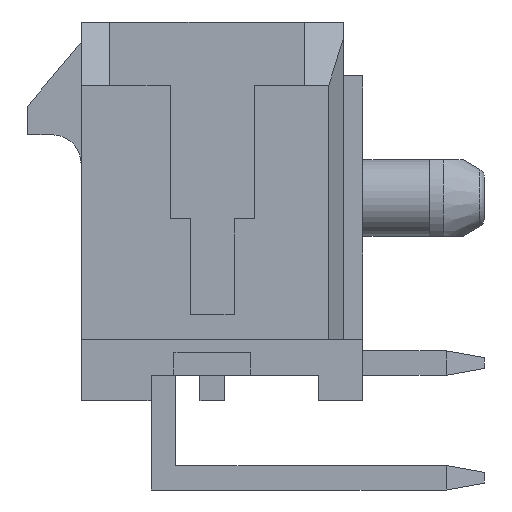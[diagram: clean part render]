
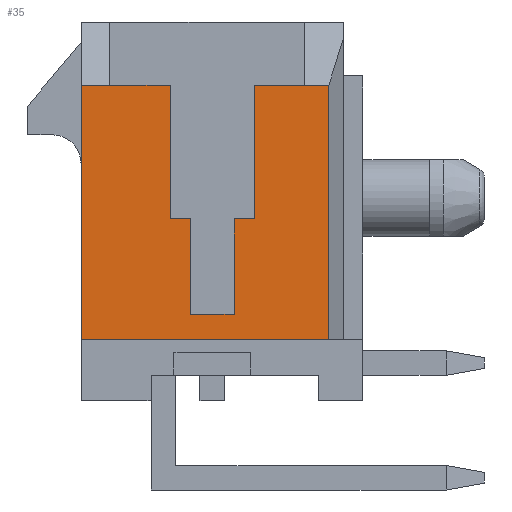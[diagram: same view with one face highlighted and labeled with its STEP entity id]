
A CAD part, left-side view. The second image highlights one B-rep face of the part: STEP entity #35.
In plain terms, the highlighted planar face has unit normal (-1, 0, 0).
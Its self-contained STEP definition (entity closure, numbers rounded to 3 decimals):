
#35 = ADVANCED_FACE('',(#36),#150,.F.);
#36 = FACE_BOUND('',#37,.F.);
#37 = EDGE_LOOP('',(#38,#48,#56,#64,#72,#80,#88,#96,#104,#112,#120,#128,
    #136,#144));
#38 = ORIENTED_EDGE('',*,*,#39,.F.);
#39 = EDGE_CURVE('',#40,#42,#44,.T.);
#40 = VERTEX_POINT('',#41);
#41 = CARTESIAN_POINT('',(-18.325,-1.1,3.305));
#42 = VERTEX_POINT('',#43);
#43 = CARTESIAN_POINT('',(-18.325,-1.1,-0.195));
#44 = LINE('',#45,#46);
#45 = CARTESIAN_POINT('',(-18.325,-1.1,3.305));
#46 = VECTOR('',#47,1.);
#47 = DIRECTION('',(0.,0.,-1.));
#48 = ORIENTED_EDGE('',*,*,#49,.F.);
#49 = EDGE_CURVE('',#50,#40,#52,.T.);
#50 = VERTEX_POINT('',#51);
#51 = CARTESIAN_POINT('',(-18.325,-2.41,3.305));
#52 = LINE('',#53,#54);
#53 = CARTESIAN_POINT('',(-18.325,-2.41,3.305));
#54 = VECTOR('',#55,1.);
#55 = DIRECTION('',(0.,1.,0.));
#56 = ORIENTED_EDGE('',*,*,#57,.T.);
#57 = EDGE_CURVE('',#50,#58,#60,.T.);
#58 = VERTEX_POINT('',#59);
#59 = CARTESIAN_POINT('',(-18.325,-3.05,3.305));
#60 = LINE('',#61,#62);
#61 = CARTESIAN_POINT('',(-18.325,-2.41,3.305));
#62 = VECTOR('',#63,1.);
#63 = DIRECTION('',(0.,-1.,0.));
#64 = ORIENTED_EDGE('',*,*,#65,.T.);
#65 = EDGE_CURVE('',#58,#66,#68,.T.);
#66 = VERTEX_POINT('',#67);
#67 = CARTESIAN_POINT('',(-18.325,-3.05,-3.355));
#68 = LINE('',#69,#70);
#69 = CARTESIAN_POINT('',(-18.325,-3.05,3.305));
#70 = VECTOR('',#71,1.);
#71 = DIRECTION('',(0.,0.,-1.));
#72 = ORIENTED_EDGE('',*,*,#73,.T.);
#73 = EDGE_CURVE('',#66,#74,#76,.T.);
#74 = VERTEX_POINT('',#75);
#75 = CARTESIAN_POINT('',(-18.325,3.43,-3.355));
#76 = LINE('',#77,#78);
#77 = CARTESIAN_POINT('',(-18.325,-3.05,-3.355));
#78 = VECTOR('',#79,1.);
#79 = DIRECTION('',(0.,1.,0.));
#80 = ORIENTED_EDGE('',*,*,#81,.T.);
#81 = EDGE_CURVE('',#74,#82,#84,.T.);
#82 = VERTEX_POINT('',#83);
#83 = CARTESIAN_POINT('',(-18.325,3.43,3.305));
#84 = LINE('',#85,#86);
#85 = CARTESIAN_POINT('',(-18.325,3.43,-3.355));
#86 = VECTOR('',#87,1.);
#87 = DIRECTION('',(0.,0.,1.));
#88 = ORIENTED_EDGE('',*,*,#89,.T.);
#89 = EDGE_CURVE('',#82,#90,#92,.T.);
#90 = VERTEX_POINT('',#91);
#91 = CARTESIAN_POINT('',(-18.325,2.68,3.305));
#92 = LINE('',#93,#94);
#93 = CARTESIAN_POINT('',(-18.325,3.43,3.305));
#94 = VECTOR('',#95,1.);
#95 = DIRECTION('',(0.,-1.,0.));
#96 = ORIENTED_EDGE('',*,*,#97,.F.);
#97 = EDGE_CURVE('',#98,#90,#100,.T.);
#98 = VERTEX_POINT('',#99);
#99 = CARTESIAN_POINT('',(-18.325,1.1,3.305));
#100 = LINE('',#101,#102);
#101 = CARTESIAN_POINT('',(-18.325,1.1,3.305));
#102 = VECTOR('',#103,1.);
#103 = DIRECTION('',(0.,1.,0.));
#104 = ORIENTED_EDGE('',*,*,#105,.T.);
#105 = EDGE_CURVE('',#98,#106,#108,.T.);
#106 = VERTEX_POINT('',#107);
#107 = CARTESIAN_POINT('',(-18.325,1.1,-0.195));
#108 = LINE('',#109,#110);
#109 = CARTESIAN_POINT('',(-18.325,1.1,3.305));
#110 = VECTOR('',#111,1.);
#111 = DIRECTION('',(0.,0.,-1.));
#112 = ORIENTED_EDGE('',*,*,#113,.F.);
#113 = EDGE_CURVE('',#114,#106,#116,.T.);
#114 = VERTEX_POINT('',#115);
#115 = CARTESIAN_POINT('',(-18.325,0.575,-0.195));
#116 = LINE('',#117,#118);
#117 = CARTESIAN_POINT('',(-18.325,0.575,-0.195));
#118 = VECTOR('',#119,1.);
#119 = DIRECTION('',(0.,1.,0.));
#120 = ORIENTED_EDGE('',*,*,#121,.F.);
#121 = EDGE_CURVE('',#122,#114,#124,.T.);
#122 = VERTEX_POINT('',#123);
#123 = CARTESIAN_POINT('',(-18.325,0.575,-2.695));
#124 = LINE('',#125,#126);
#125 = CARTESIAN_POINT('',(-18.325,0.575,-2.695));
#126 = VECTOR('',#127,1.);
#127 = DIRECTION('',(0.,0.,1.));
#128 = ORIENTED_EDGE('',*,*,#129,.F.);
#129 = EDGE_CURVE('',#130,#122,#132,.T.);
#130 = VERTEX_POINT('',#131);
#131 = CARTESIAN_POINT('',(-18.325,-0.575,-2.695));
#132 = LINE('',#133,#134);
#133 = CARTESIAN_POINT('',(-18.325,-0.575,-2.695));
#134 = VECTOR('',#135,1.);
#135 = DIRECTION('',(0.,1.,0.));
#136 = ORIENTED_EDGE('',*,*,#137,.F.);
#137 = EDGE_CURVE('',#138,#130,#140,.T.);
#138 = VERTEX_POINT('',#139);
#139 = CARTESIAN_POINT('',(-18.325,-0.575,-0.195));
#140 = LINE('',#141,#142);
#141 = CARTESIAN_POINT('',(-18.325,-0.575,-0.195));
#142 = VECTOR('',#143,1.);
#143 = DIRECTION('',(0.,0.,-1.));
#144 = ORIENTED_EDGE('',*,*,#145,.F.);
#145 = EDGE_CURVE('',#42,#138,#146,.T.);
#146 = LINE('',#147,#148);
#147 = CARTESIAN_POINT('',(-18.325,-1.1,-0.195));
#148 = VECTOR('',#149,1.);
#149 = DIRECTION('',(0.,1.,0.));
#150 = PLANE('',#151);
#151 = AXIS2_PLACEMENT_3D('',#152,#153,#154);
#152 = CARTESIAN_POINT('',(-18.325,0.,0.));
#153 = DIRECTION('',(1.,0.,0.));
#154 = DIRECTION('',(0.,0.,-1.));
